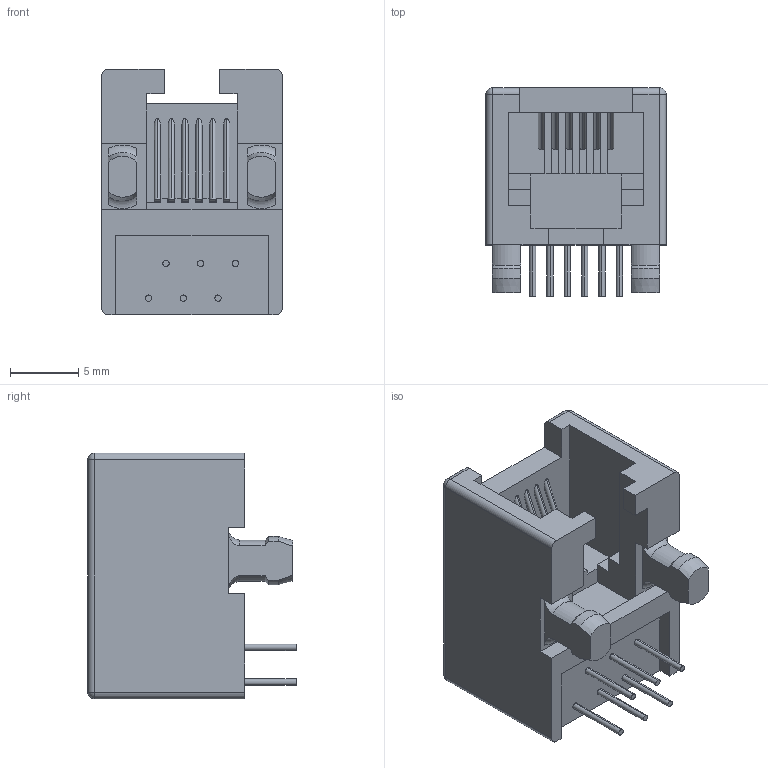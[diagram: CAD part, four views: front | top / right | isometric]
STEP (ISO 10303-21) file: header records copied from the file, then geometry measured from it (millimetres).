
FILE_DESCRIPTION(('CAx-IF Rec.Pracs.---Model Styling and Organization---1.5---2016-08-15','CAx-IF Rec.Pracs.---Geometric and Assembly Validation Properties---4.4---2016-08-17','CAx-IF Rec.Pracs.---User Defined Attributes---1.5---2016-08-15','CAx-IF Rec.Pracs.---External References---2.1---2005-01-19'),'2;1');
FILE_NAME('1586217.step','2023-03-07T23:32:24',('Unspecified'),('Unspecified'),'CAD Exchanger 3.8.1 (cadexchanger.com)','Unspecified','');
FILE_SCHEMA(('AUTOMOTIVE_DESIGN { 1 0 10303 214 1 1 1 1 }'));
Length unit declared in the file: millimetre
Products named in the file (1): 54601-X-06-XXXX-WP_SW0001
Bounding box: 13.2 x 15.25 x 18 mm (x, y, z)
Volume: 1788.6 mm3; surface area: 1627.7 mm2
Topology: 1 solids, 1 shells, 141 faces, 359 edges, 234 vertices
Faces by surface type: plane 84, cylinder 41, cone 8, sphere 4, torus 4
Entity records: 4489 total; most frequent: CARTESIAN_POINT 1063, ORIENTED_EDGE 718, DIRECTION 685, EDGE_CURVE 359, LINE 245, VECTOR 245, VERTEX_POINT 234, AXIS2_PLACEMENT_3D 220
